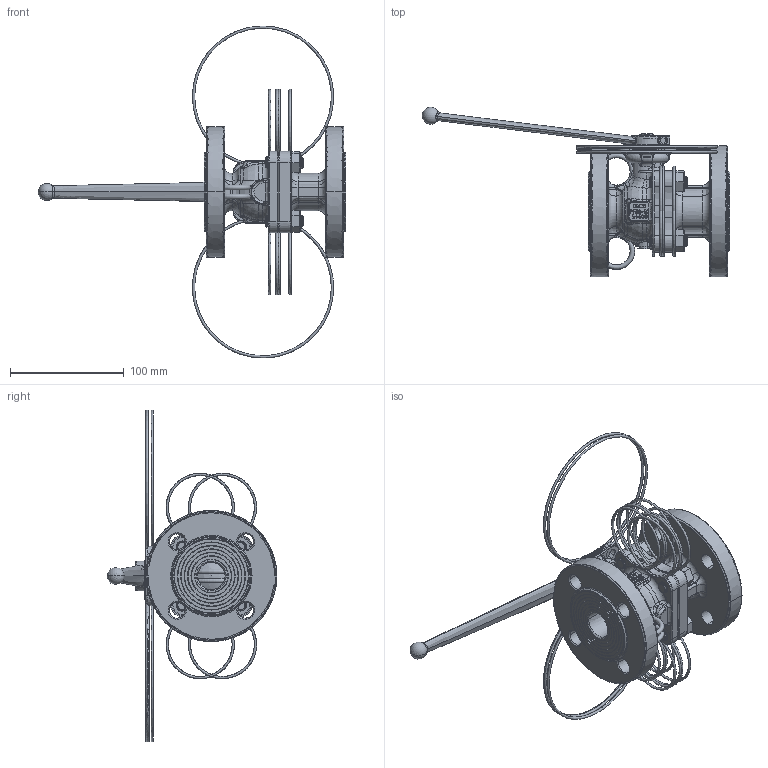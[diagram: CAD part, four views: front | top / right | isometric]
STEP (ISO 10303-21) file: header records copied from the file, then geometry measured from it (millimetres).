
FILE_DESCRIPTION((''),'2;1');
FILE_NAME('2019D-DN025-A01-01_ASM','2014-06-27T',('Administrator'),(''),'PRO/ENGINEER BY PARAMETRIC TECHNOLOGY CORPORATION, 2011080','PRO/ENGINEER BY PARAMETRIC TECHNOLOGY CORPORATION, 2011080','');
FILE_SCHEMA(('CONFIG_CONTROL_DESIGN'));
Products named in the file (14): 2019D025-M01; 2019D025-M02; 2019D025-003; 2019D025-012; 2019D025-004; 2019D025-BASHOU-01; 2019D025-018; 026-G013; 029-G028; 026-G001; 2019D025-022; 028-G008; 026-G004; 2019D-DN025-A01-01_ASM
Assembly tree (19 placements, depth 2):
  2019D-DN025-A01-01_ASM
    2019D025-M01
    2019D025-M02
    2019D025-003
    2019D025-012
    2019D025-004
    2019D025-BASHOU-01
    2019D025-018
    026-G013
    029-G028
    026-G001
    2019D025-022
    028-G008  x4
    026-G004  x4
Bounding box: 270.3 x 149 x 291.49 mm (x, y, z)
Surface area: 281982.2 mm2 (no closed solid volume)
Topology: 0 solids, 0 shells, 2287 faces, 12206 edges, 12042 vertices
Faces by surface type: bspline 2024, torus 241, sphere 22
Entity records: 249245 total; most frequent: CARTESIAN_POINT 158063, DIRECTION 13543, TRIMMED_CURVE 11568, DEFINITIONAL_REPRESENTATION 10634, PCURVE 10634, COMPOSITE_CURVE_SEGMENT 10634, VECTOR 10181, LINE 10181
